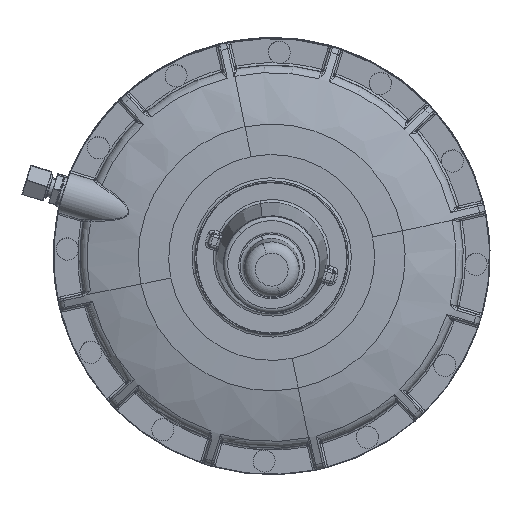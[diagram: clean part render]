
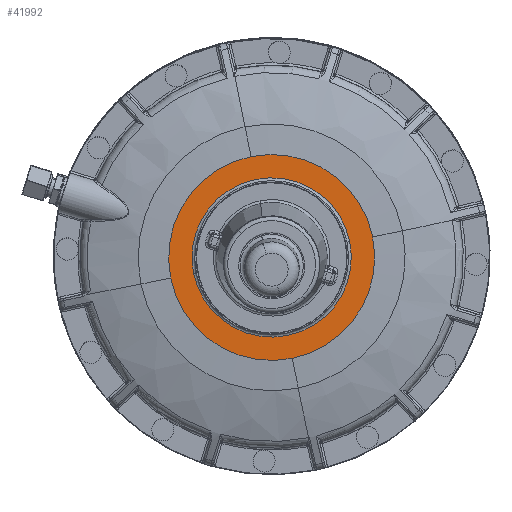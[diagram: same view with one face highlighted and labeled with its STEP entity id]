
A CAD part, top view. The second image highlights one B-rep face of the part: STEP entity #41992.
In plain terms, the highlighted face is planar.
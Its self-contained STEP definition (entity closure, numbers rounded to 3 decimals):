
#41935=CARTESIAN_POINT('Axis2P3D Location',(-138.,0.,244.468)) ;
#41940=CARTESIAN_POINT('Axis2P3D Location',(-80.,0.,244.468)) ;
#41944=CARTESIAN_POINT('Vertex',(-14.181,35.957,244.468)) ;
#41946=CARTESIAN_POINT('Vertex',(-115.957,65.819,244.468)) ;
#41949=CARTESIAN_POINT('Axis2P3D Location',(-80.,0.,244.468)) ;
#41953=CARTESIAN_POINT('Vertex',(-145.819,-35.957,244.468)) ;
#41956=CARTESIAN_POINT('Axis2P3D Location',(-80.,0.,244.468)) ;
#41960=CARTESIAN_POINT('Vertex',(-44.043,-65.819,244.468)) ;
#41963=CARTESIAN_POINT('Axis2P3D Location',(-80.,0.,244.468)) ;
#41974=CARTESIAN_POINT('Axis2P3D Location',(-80.,0.,244.468)) ;
#41978=CARTESIAN_POINT('Vertex',(-130.9,-27.807,244.468)) ;
#41980=CARTESIAN_POINT('Vertex',(-29.1,27.807,244.468)) ;
#41983=CARTESIAN_POINT('Axis2P3D Location',(-80.,0.,244.468)) ;
#41936=DIRECTION('Axis2P3D Direction',(0.,0.,1.)) ;
#41937=DIRECTION('Axis2P3D XDirection',(1.,0.,0.)) ;
#41941=DIRECTION('Axis2P3D Direction',(0.,0.,1.)) ;
#41950=DIRECTION('Axis2P3D Direction',(0.,0.,1.)) ;
#41957=DIRECTION('Axis2P3D Direction',(0.,0.,1.)) ;
#41964=DIRECTION('Axis2P3D Direction',(0.,0.,1.)) ;
#41975=DIRECTION('Axis2P3D Direction',(0.,0.,1.)) ;
#41984=DIRECTION('Axis2P3D Direction',(0.,0.,1.)) ;
#41938=AXIS2_PLACEMENT_3D('Plane Axis2P3D',#41935,#41936,#41937) ;
#41942=AXIS2_PLACEMENT_3D('Circle Axis2P3D',#41940,#41941,$) ;
#41951=AXIS2_PLACEMENT_3D('Circle Axis2P3D',#41949,#41950,$) ;
#41958=AXIS2_PLACEMENT_3D('Circle Axis2P3D',#41956,#41957,$) ;
#41965=AXIS2_PLACEMENT_3D('Circle Axis2P3D',#41963,#41964,$) ;
#41976=AXIS2_PLACEMENT_3D('Circle Axis2P3D',#41974,#41975,$) ;
#41985=AXIS2_PLACEMENT_3D('Circle Axis2P3D',#41983,#41984,$) ;
#41969=ORIENTED_EDGE('',*,*,#41948,.T.) ;
#41970=ORIENTED_EDGE('',*,*,#41955,.T.) ;
#41971=ORIENTED_EDGE('',*,*,#41962,.T.) ;
#41972=ORIENTED_EDGE('',*,*,#41967,.T.) ;
#41989=ORIENTED_EDGE('',*,*,#41982,.F.) ;
#41990=ORIENTED_EDGE('',*,*,#41987,.F.) ;
#41991=FACE_BOUND('',#41988,.T.) ;
#41992=ADVANCED_FACE('Brep With Voids',(#41973,#41991),#41939,.T.) ;
#41943=CIRCLE('generated circle',#41942,75.) ;
#41952=CIRCLE('generated circle',#41951,75.) ;
#41959=CIRCLE('generated circle',#41958,75.) ;
#41966=CIRCLE('generated circle',#41965,75.) ;
#41977=CIRCLE('generated circle',#41976,58.) ;
#41986=CIRCLE('generated circle',#41985,58.) ;
#41948=EDGE_CURVE('',#41945,#41947,#41943,.T.) ;
#41955=EDGE_CURVE('',#41947,#41954,#41952,.T.) ;
#41962=EDGE_CURVE('',#41954,#41961,#41959,.T.) ;
#41967=EDGE_CURVE('',#41961,#41945,#41966,.T.) ;
#41982=EDGE_CURVE('',#41979,#41981,#41977,.T.) ;
#41987=EDGE_CURVE('',#41981,#41979,#41986,.T.) ;
#41968=EDGE_LOOP('',(#41969,#41970,#41971,#41972)) ;
#41988=EDGE_LOOP('',(#41989,#41990)) ;
#41973=FACE_OUTER_BOUND('',#41968,.T.) ;
#41939=PLANE('',#41938) ;
#41945=VERTEX_POINT('',#41944) ;
#41947=VERTEX_POINT('',#41946) ;
#41954=VERTEX_POINT('',#41953) ;
#41961=VERTEX_POINT('',#41960) ;
#41979=VERTEX_POINT('',#41978) ;
#41981=VERTEX_POINT('',#41980) ;
